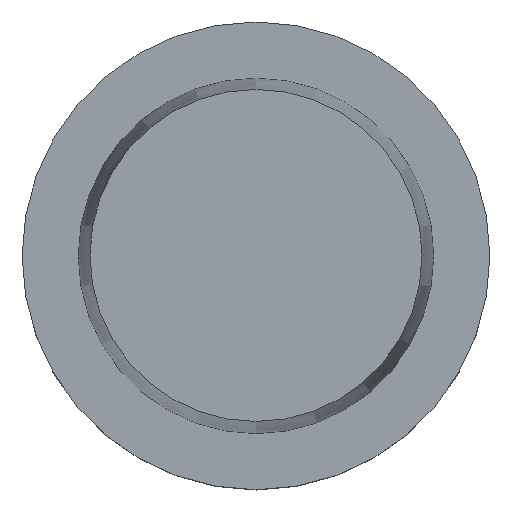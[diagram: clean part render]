
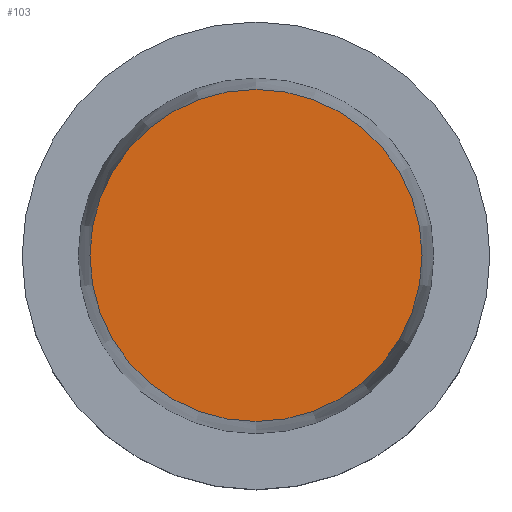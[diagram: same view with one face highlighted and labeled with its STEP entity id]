
A CAD part, top view. The second image highlights one B-rep face of the part: STEP entity #103.
In plain terms, the highlighted planar face has unit normal (0, 0, 1).
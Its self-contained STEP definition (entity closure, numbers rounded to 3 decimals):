
#103=ADVANCED_FACE('Unnamed[1]',(#256),#257,.T.);
#195=EDGE_CURVE('Unnamed[1]',#397,#397,#398,.T.);
#256=FACE_OUTER_BOUND('',#464,.T.);
#257=PLANE('',#465);
#397=VERTEX_POINT('',#640);
#398=CIRCLE('',#641,35.5);
#464=EDGE_LOOP('',(#694));
#465=AXIS2_PLACEMENT_3D('',#695,#696,#697);
#640=CARTESIAN_POINT('',(0.,35.5,50.0));
#641=AXIS2_PLACEMENT_3D('',#848,#849,#850);
#694=ORIENTED_EDGE('',*,*,#195,.F.);
#695=CARTESIAN_POINT('',(0.,17.75,50.0));
#696=DIRECTION('',(0.,0.,1.0));
#697=DIRECTION('',(0.,-1.0,0.));
#848=CARTESIAN_POINT('',(0.,0.,50.0));
#849=DIRECTION('',(0.,0.,-1.0));
#850=DIRECTION('',(0.,1.0,0.));
